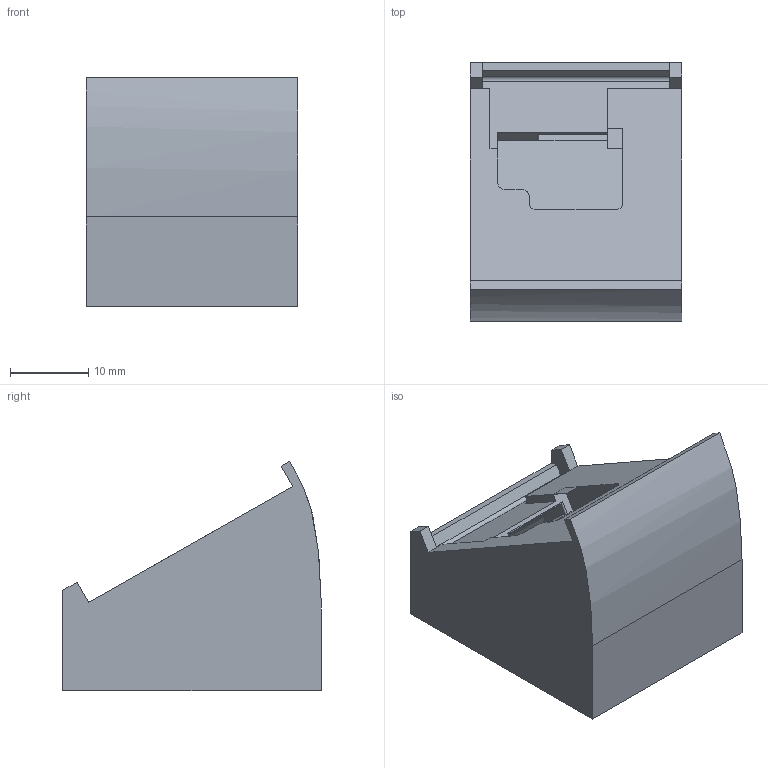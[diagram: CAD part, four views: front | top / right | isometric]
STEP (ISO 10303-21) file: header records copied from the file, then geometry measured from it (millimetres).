
FILE_DESCRIPTION(/* description */ (''),/* implementation_level */ '2;1');
FILE_NAME(/* name */ 'Upper.step',/* time_stamp */ '2021-01-17T23:52:28+08:00',/* author */ (''),/* organization */ (''),/* preprocessor_version */ 'ST-DEVELOPER v18.1',/* originating_system */ 'Autodesk Translation Framework v9.7.1.1290',/* authorisation */ '');
FILE_SCHEMA (('AUTOMOTIVE_DESIGN { 1 0 10303 214 3 1 1 }'));
Length unit declared in the file: millimetre
Products named in the file (1): 上盖
Bounding box: 27 x 33 x 29.29 mm (x, y, z)
Volume: 15491.6 mm3; surface area: 4843.3 mm2
Topology: 1 solids, 1 shells, 61 faces, 166 edges, 110 vertices
Faces by surface type: plane 38, cylinder 16, bspline 7
Full cylindrical faces by diameter (mm): 1.5 x4
Entity records: 2247 total; most frequent: CARTESIAN_POINT 689, ORIENTED_EDGE 332, DIRECTION 288, EDGE_CURVE 166, LINE 114, VECTOR 114, VERTEX_POINT 110, AXIS2_PLACEMENT_3D 87
